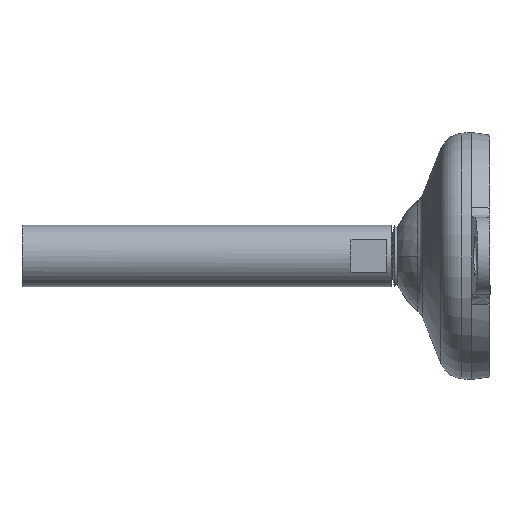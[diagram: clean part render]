
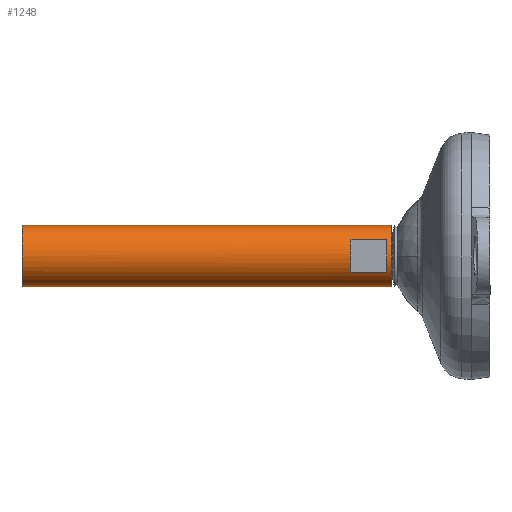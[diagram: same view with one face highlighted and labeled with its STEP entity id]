
A CAD part, left-side view. The second image highlights one B-rep face of the part: STEP entity #1248.
In plain terms, the highlighted cylindrical face has radius 10 mm (diameter 20 mm), a partial arc.
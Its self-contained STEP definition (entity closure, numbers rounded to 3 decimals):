
#15 = ORIENTED_EDGE ( 'NONE', *, *, #197, .T. ) ;
#33 = ORIENTED_EDGE ( 'NONE', *, *, #1201, .T. ) ;
#65 = VERTEX_POINT ( 'NONE', #1511 ) ;
#66 = VERTEX_POINT ( 'NONE', #299 ) ;
#93 = AXIS2_PLACEMENT_3D ( 'NONE', #1575, #874, #478 ) ;
#98 = EDGE_CURVE ( 'NONE', #132, #434, #617, .T. ) ;
#131 = DIRECTION ( 'NONE',  ( 0., -1., 0. ) ) ;
#132 = VERTEX_POINT ( 'NONE', #894 ) ;
#138 = DIRECTION ( 'NONE',  ( 0., 0., 1. ) ) ;
#143 = VECTOR ( 'NONE', #1032, 1000. ) ;
#147 = VECTOR ( 'NONE', #1371, 1000. ) ;
#167 = VERTEX_POINT ( 'NONE', #1023 ) ;
#168 = FACE_BOUND ( 'NONE', #407, .T. ) ;
#197 = EDGE_CURVE ( 'NONE', #1531, #167, #651, .T. ) ;
#199 = DIRECTION ( 'NONE',  ( 0., -1., 0. ) ) ;
#248 = ORIENTED_EDGE ( 'NONE', *, *, #724, .T. ) ;
#254 = CARTESIAN_POINT ( 'NONE',  ( 0., 151.5, 0. ) ) ;
#277 = EDGE_CURVE ( 'NONE', #579, #132, #563, .T. ) ;
#299 = CARTESIAN_POINT ( 'NONE',  ( 0., 151.5, 10. ) ) ;
#304 = CARTESIAN_POINT ( 'NONE',  ( 0., 0., 0. ) ) ;
#357 = CARTESIAN_POINT ( 'NONE',  ( -8.5, 0., 5.268 ) ) ;
#407 = EDGE_LOOP ( 'NONE', ( #737, #1126, #728, #33 ) ) ;
#420 = AXIS2_PLACEMENT_3D ( 'NONE', #436, #859, #428 ) ;
#428 = DIRECTION ( 'NONE',  ( 0., 0., -1. ) ) ;
#434 = VERTEX_POINT ( 'NONE', #465 ) ;
#436 = CARTESIAN_POINT ( 'NONE',  ( 0., 33.5, 0. ) ) ;
#451 = CARTESIAN_POINT ( 'NONE',  ( 0., 0., 10. ) ) ;
#465 = CARTESIAN_POINT ( 'NONE',  ( -8.5, 33.5, 5.268 ) ) ;
#478 = DIRECTION ( 'NONE',  ( 0., 0., -1. ) ) ;
#527 = DIRECTION ( 'NONE',  ( 0., 0., -1. ) ) ;
#563 = CIRCLE ( 'NONE', #1690, 10. ) ;
#579 = VERTEX_POINT ( 'NONE', #900 ) ;
#580 = CARTESIAN_POINT ( 'NONE',  ( -8.5, 0., -5.268 ) ) ;
#617 = LINE ( 'NONE', #357, #143 ) ;
#651 = LINE ( 'NONE', #1345, #1440 ) ;
#689 = ORIENTED_EDGE ( 'NONE', *, *, #1659, .F. ) ;
#699 = CYLINDRICAL_SURFACE ( 'NONE', #998, 10. ) ;
#724 = EDGE_CURVE ( 'NONE', #66, #1531, #1278, .T. ) ;
#728 = ORIENTED_EDGE ( 'NONE', *, *, #98, .T. ) ;
#737 = ORIENTED_EDGE ( 'NONE', *, *, #1210, .T. ) ;
#848 = DIRECTION ( 'NONE',  ( 0., -1., 0. ) ) ;
#859 = DIRECTION ( 'NONE',  ( 0., -1., 0. ) ) ;
#874 = DIRECTION ( 'NONE',  ( 0., -1., 0. ) ) ;
#894 = CARTESIAN_POINT ( 'NONE',  ( -8.5, 45., 5.268 ) ) ;
#900 = CARTESIAN_POINT ( 'NONE',  ( -8.5, 45., -5.268 ) ) ;
#971 = ORIENTED_EDGE ( 'NONE', *, *, #1355, .F. ) ;
#998 = AXIS2_PLACEMENT_3D ( 'NONE', #304, #848, #1389 ) ;
#1023 = CARTESIAN_POINT ( 'NONE',  ( 0., 32., -10. ) ) ;
#1032 = DIRECTION ( 'NONE',  ( 0., -1., 0. ) ) ;
#1087 = VERTEX_POINT ( 'NONE', #1602 ) ;
#1097 = LINE ( 'NONE', #580, #147 ) ;
#1126 = ORIENTED_EDGE ( 'NONE', *, *, #277, .T. ) ;
#1201 = EDGE_CURVE ( 'NONE', #434, #65, #1418, .T. ) ;
#1210 = EDGE_CURVE ( 'NONE', #65, #579, #1097, .T. ) ;
#1225 = VECTOR ( 'NONE', #199, 1000. ) ;
#1248 = ADVANCED_FACE ( 'NONE', ( #1517, #168 ), #699, .T. ) ;
#1278 = CIRCLE ( 'NONE', #1334, 10. ) ;
#1332 = DIRECTION ( 'NONE',  ( 0., 1., 0. ) ) ;
#1334 = AXIS2_PLACEMENT_3D ( 'NONE', #254, #1736, #527 ) ;
#1345 = CARTESIAN_POINT ( 'NONE',  ( 0., 0., -10. ) ) ;
#1355 = EDGE_CURVE ( 'NONE', #1087, #167, #1608, .T. ) ;
#1371 = DIRECTION ( 'NONE',  ( 0., 1., 0. ) ) ;
#1388 = EDGE_LOOP ( 'NONE', ( #689, #248, #15, #971 ) ) ;
#1389 = DIRECTION ( 'NONE',  ( 0., 0., -1. ) ) ;
#1418 = CIRCLE ( 'NONE', #420, 10. ) ;
#1440 = VECTOR ( 'NONE', #131, 1000. ) ;
#1476 = CARTESIAN_POINT ( 'NONE',  ( 0., 45., 0. ) ) ;
#1486 = CARTESIAN_POINT ( 'NONE',  ( 0., 151.5, -10. ) ) ;
#1511 = CARTESIAN_POINT ( 'NONE',  ( -8.5, 33.5, -5.268 ) ) ;
#1517 = FACE_OUTER_BOUND ( 'NONE', #1388, .T. ) ;
#1531 = VERTEX_POINT ( 'NONE', #1486 ) ;
#1575 = CARTESIAN_POINT ( 'NONE',  ( 0., 32., 0. ) ) ;
#1602 = CARTESIAN_POINT ( 'NONE',  ( 0., 32., 10. ) ) ;
#1608 = CIRCLE ( 'NONE', #93, 10. ) ;
#1659 = EDGE_CURVE ( 'NONE', #66, #1087, #1679, .T. ) ;
#1679 = LINE ( 'NONE', #451, #1225 ) ;
#1690 = AXIS2_PLACEMENT_3D ( 'NONE', #1476, #1332, #138 ) ;
#1736 = DIRECTION ( 'NONE',  ( 0., -1., 0. ) ) ;
